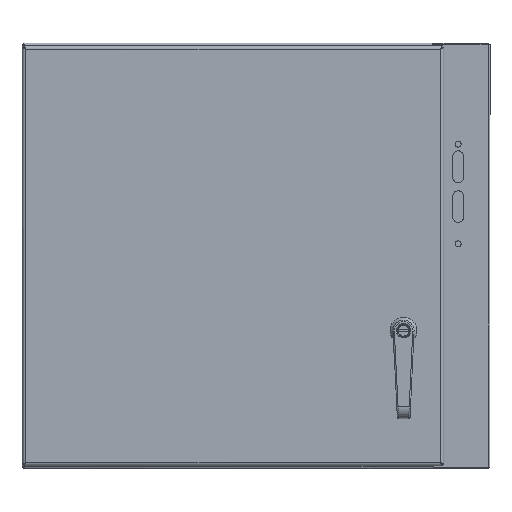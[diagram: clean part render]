
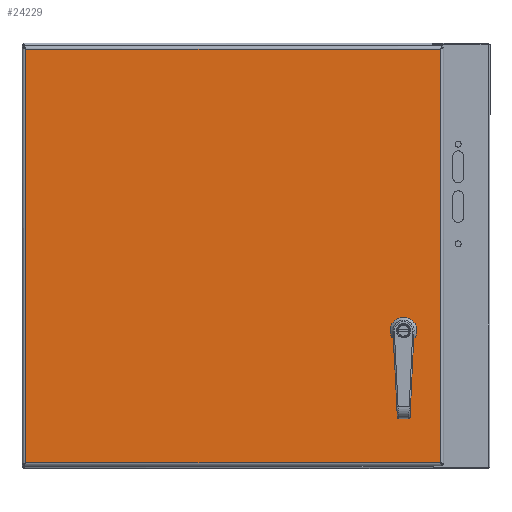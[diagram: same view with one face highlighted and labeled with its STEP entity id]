
A CAD part, top view. The second image highlights one B-rep face of the part: STEP entity #24229.
In plain terms, the highlighted face is planar.
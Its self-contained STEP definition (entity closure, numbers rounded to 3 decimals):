
#1463=FACE_BOUND('',#6017,.T.);
#2396=CIRCLE('',#26497,0.453);
#2398=CIRCLE('',#26501,0.453);
#2400=CIRCLE('',#26505,0.453);
#2402=CIRCLE('',#26509,0.453);
#4276=FACE_OUTER_BOUND('',#6016,.T.);
#6016=EDGE_LOOP('',(#20420,#20421,#20422,#20423));
#6017=EDGE_LOOP('',(#20424,#20425,#20426,#20427,#20428,#20429,#20430,#20431));
#7739=LINE('',#49727,#9476);
#7743=LINE('',#49739,#9480);
#7747=LINE('',#49751,#9484);
#7751=LINE('',#49761,#9488);
#7752=LINE('',#49772,#9489);
#7760=LINE('',#49858,#9497);
#7775=LINE('',#49958,#9512);
#7790=LINE('',#50057,#9527);
#9476=VECTOR('',#32190,0.425);
#9480=VECTOR('',#32202,0.425);
#9484=VECTOR('',#32214,0.425);
#9488=VECTOR('',#32226,0.425);
#9489=VECTOR('',#32229,19.445);
#9497=VECTOR('',#32245,19.507);
#9512=VECTOR('',#32274,19.445);
#9527=VECTOR('',#32303,19.507);
#11530=VERTEX_POINT('',#49718);
#11531=VERTEX_POINT('',#49720);
#11533=VERTEX_POINT('',#49726);
#11535=VERTEX_POINT('',#49732);
#11537=VERTEX_POINT('',#49738);
#11539=VERTEX_POINT('',#49744);
#11541=VERTEX_POINT('',#49750);
#11543=VERTEX_POINT('',#49756);
#11544=VERTEX_POINT('',#49763);
#11545=VERTEX_POINT('',#49771);
#11551=VERTEX_POINT('',#49850);
#11561=VERTEX_POINT('',#49950);
#14540=EDGE_CURVE('',#11531,#11530,#2396,.T.);
#14543=EDGE_CURVE('',#11533,#11531,#7739,.T.);
#14546=EDGE_CURVE('',#11535,#11533,#2398,.T.);
#14549=EDGE_CURVE('',#11537,#11535,#7743,.T.);
#14552=EDGE_CURVE('',#11539,#11537,#2400,.T.);
#14555=EDGE_CURVE('',#11541,#11539,#7747,.T.);
#14558=EDGE_CURVE('',#11543,#11541,#2402,.T.);
#14561=EDGE_CURVE('',#11530,#11543,#7751,.T.);
#14563=EDGE_CURVE('',#11545,#11544,#7752,.T.);
#14575=EDGE_CURVE('',#11544,#11551,#7760,.T.);
#14594=EDGE_CURVE('',#11551,#11561,#7775,.T.);
#14613=EDGE_CURVE('',#11561,#11545,#7790,.T.);
#20420=ORIENTED_EDGE('',*,*,#14563,.T.);
#20421=ORIENTED_EDGE('',*,*,#14575,.T.);
#20422=ORIENTED_EDGE('',*,*,#14594,.T.);
#20423=ORIENTED_EDGE('',*,*,#14613,.T.);
#20424=ORIENTED_EDGE('',*,*,#14540,.T.);
#20425=ORIENTED_EDGE('',*,*,#14561,.T.);
#20426=ORIENTED_EDGE('',*,*,#14558,.T.);
#20427=ORIENTED_EDGE('',*,*,#14555,.T.);
#20428=ORIENTED_EDGE('',*,*,#14552,.T.);
#20429=ORIENTED_EDGE('',*,*,#14549,.T.);
#20430=ORIENTED_EDGE('',*,*,#14546,.T.);
#20431=ORIENTED_EDGE('',*,*,#14543,.T.);
#22521=PLANE('',#26536);
#24229=ADVANCED_FACE('',(#4276,#1463),#22521,.F.);
#26497=AXIS2_PLACEMENT_3D('',#49721,#32184,#32185);
#26501=AXIS2_PLACEMENT_3D('',#49733,#32196,#32197);
#26505=AXIS2_PLACEMENT_3D('',#49745,#32208,#32209);
#26509=AXIS2_PLACEMENT_3D('',#49757,#32220,#32221);
#26536=AXIS2_PLACEMENT_3D('',#50143,#32328,#32329);
#32184=DIRECTION('center_axis',(0.,0.,1.));
#32185=DIRECTION('ref_axis',(-0.469,-0.883,0.));
#32190=DIRECTION('',(0.,1.,0.));
#32196=DIRECTION('center_axis',(0.,0.,1.));
#32197=DIRECTION('ref_axis',(-0.883,0.469,0.));
#32202=DIRECTION('',(1.,0.,0.));
#32208=DIRECTION('center_axis',(0.,0.,1.));
#32209=DIRECTION('ref_axis',(0.469,0.883,0.));
#32214=DIRECTION('',(0.,-1.,0.));
#32220=DIRECTION('center_axis',(0.,0.,1.));
#32221=DIRECTION('ref_axis',(0.883,-0.469,0.));
#32226=DIRECTION('',(-1.,0.,0.));
#32229=DIRECTION('',(0.,-1.,0.));
#32245=DIRECTION('',(-1.,0.,0.));
#32274=DIRECTION('',(0.,1.,0.));
#32303=DIRECTION('',(1.,0.,0.));
#32328=DIRECTION('center_axis',(0.,0.,1.));
#32329=DIRECTION('ref_axis',(1.,0.,0.));
#49718=CARTESIAN_POINT('',(2.113,6.745,0.));
#49720=CARTESIAN_POINT('',(2.3,6.558,0.));
#49721=CARTESIAN_POINT('Origin',(1.9,6.345,0.));
#49726=CARTESIAN_POINT('',(2.3,6.132,0.));
#49727=CARTESIAN_POINT('',(2.3,8.216,0.));
#49732=CARTESIAN_POINT('',(2.113,5.945,0.));
#49733=CARTESIAN_POINT('Origin',(1.9,6.345,0.));
#49738=CARTESIAN_POINT('',(1.687,5.945,0.));
#49739=CARTESIAN_POINT('',(6.009,5.945,0.));
#49744=CARTESIAN_POINT('',(1.5,6.132,0.));
#49745=CARTESIAN_POINT('Origin',(1.9,6.345,0.));
#49750=CARTESIAN_POINT('',(1.5,6.558,0.));
#49751=CARTESIAN_POINT('',(1.5,8.004,0.));
#49756=CARTESIAN_POINT('',(1.687,6.745,0.));
#49757=CARTESIAN_POINT('Origin',(1.9,6.345,0.));
#49761=CARTESIAN_POINT('',(5.797,6.745,0.));
#49763=CARTESIAN_POINT('',(19.66,0.153,0.));
#49771=CARTESIAN_POINT('',(19.66,19.597,0.));
#49772=CARTESIAN_POINT('',(19.66,14.736,0.));
#49850=CARTESIAN_POINT('',(0.153,0.153,0.));
#49858=CARTESIAN_POINT('',(14.783,0.153,0.));
#49950=CARTESIAN_POINT('',(0.153,19.597,0.));
#49958=CARTESIAN_POINT('',(0.153,5.014,0.));
#50057=CARTESIAN_POINT('',(5.029,19.597,0.));
#50143=CARTESIAN_POINT('Origin',(9.906,9.875,0.));
